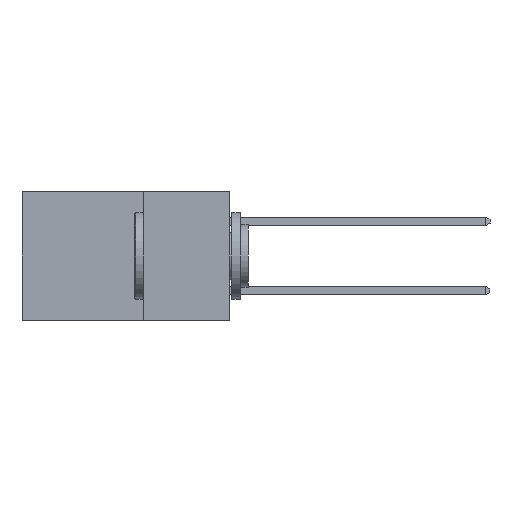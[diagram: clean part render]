
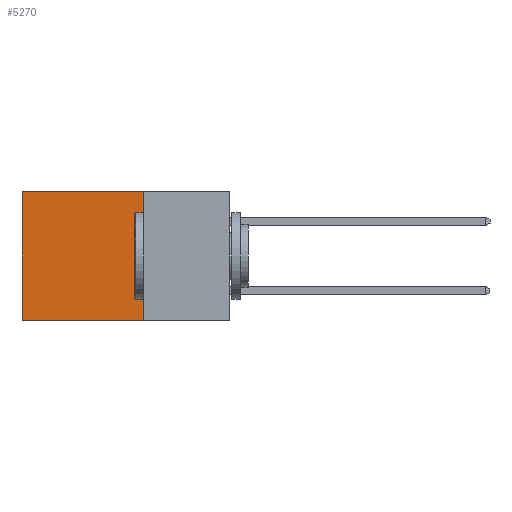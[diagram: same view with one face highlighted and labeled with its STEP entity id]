
A CAD part, left-side view. The second image highlights one B-rep face of the part: STEP entity #5270.
In plain terms, the highlighted planar face has unit normal (-1, 0, 0).
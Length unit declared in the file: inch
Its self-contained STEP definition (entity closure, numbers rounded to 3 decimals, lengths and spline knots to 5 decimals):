
#36 = EDGE_CURVE ( 'NONE', #2566, #3195, #6002, .T. ) ;
#557 = VECTOR ( 'NONE', #3362, 39.37008 ) ;
#578 = LINE ( 'NONE', #9093, #4844 ) ;
#1013 = CARTESIAN_POINT ( 'NONE',  ( 0.298, 0.25, 0. ) ) ;
#1091 = EDGE_CURVE ( 'NONE', #2566, #4762, #7738, .T. ) ;
#1492 = EDGE_CURVE ( 'NONE', #4762, #3571, #8765, .T. ) ;
#1936 = CARTESIAN_POINT ( 'NONE',  ( 0.298, 0.25, 0. ) ) ;
#2137 = VECTOR ( 'NONE', #2769, 39.37008 ) ;
#2566 = VERTEX_POINT ( 'NONE', #3456 ) ;
#2633 = CARTESIAN_POINT ( 'NONE',  ( 0.298, 0.6, -0.37 ) ) ;
#2769 = DIRECTION ( 'NONE',  ( 0., 0., -1. ) ) ;
#3195 = VERTEX_POINT ( 'NONE', #5243 ) ;
#3362 = DIRECTION ( 'NONE',  ( 0., 1., 0. ) ) ;
#3397 = CARTESIAN_POINT ( 'NONE',  ( 0.298, 0.6, 0. ) ) ;
#3456 = CARTESIAN_POINT ( 'NONE',  ( 0.298, 0.25, 0. ) ) ;
#3571 = VERTEX_POINT ( 'NONE', #2633 ) ;
#3703 = CARTESIAN_POINT ( 'NONE',  ( 0.298, 0.25, 0. ) ) ;
#3985 = ORIENTED_EDGE ( 'NONE', *, *, #1091, .T. ) ;
#4762 = VERTEX_POINT ( 'NONE', #3397 ) ;
#4844 = VECTOR ( 'NONE', #9903, 39.37008 ) ;
#5243 = CARTESIAN_POINT ( 'NONE',  ( 0.298, 0.25, -0.37 ) ) ;
#5270 = ADVANCED_FACE ( 'NONE', ( #8071 ), #7800, .F. ) ;
#5443 = VECTOR ( 'NONE', #10738, 39.37008 ) ;
#6002 = LINE ( 'NONE', #1013, #5443 ) ;
#7561 = ORIENTED_EDGE ( 'NONE', *, *, #36, .F. ) ;
#7622 = CARTESIAN_POINT ( 'NONE',  ( 0.298, 0.6, 0. ) ) ;
#7738 = LINE ( 'NONE', #3703, #557 ) ;
#7800 = PLANE ( 'NONE',  #9299 ) ;
#8071 = FACE_OUTER_BOUND ( 'NONE', #9900, .T. ) ;
#8765 = LINE ( 'NONE', #7622, #2137 ) ;
#9093 = CARTESIAN_POINT ( 'NONE',  ( 0.298, 0.25, -0.37 ) ) ;
#9294 = DIRECTION ( 'NONE',  ( 1., 0., 0. ) ) ;
#9299 = AXIS2_PLACEMENT_3D ( 'NONE', #1936, #9294, #10804 ) ;
#9531 = ORIENTED_EDGE ( 'NONE', *, *, #1492, .T. ) ;
#9889 = ORIENTED_EDGE ( 'NONE', *, *, #10021, .F. ) ;
#9900 = EDGE_LOOP ( 'NONE', ( #9531, #9889, #7561, #3985 ) ) ;
#9903 = DIRECTION ( 'NONE',  ( 0., 1., 0. ) ) ;
#10021 = EDGE_CURVE ( 'NONE', #3195, #3571, #578, .T. ) ;
#10738 = DIRECTION ( 'NONE',  ( 0., 0., -1. ) ) ;
#10804 = DIRECTION ( 'NONE',  ( 0., 0., -1. ) ) ;
